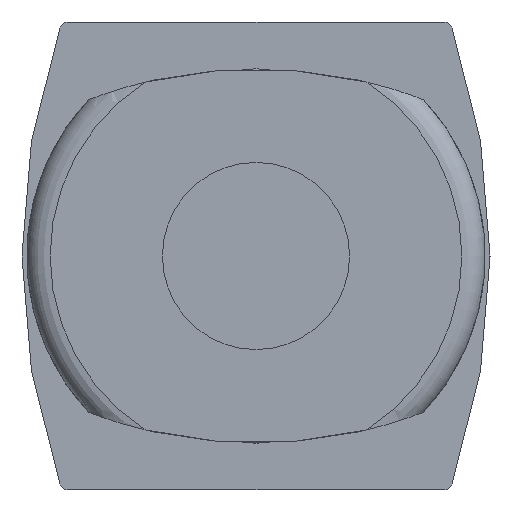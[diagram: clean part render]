
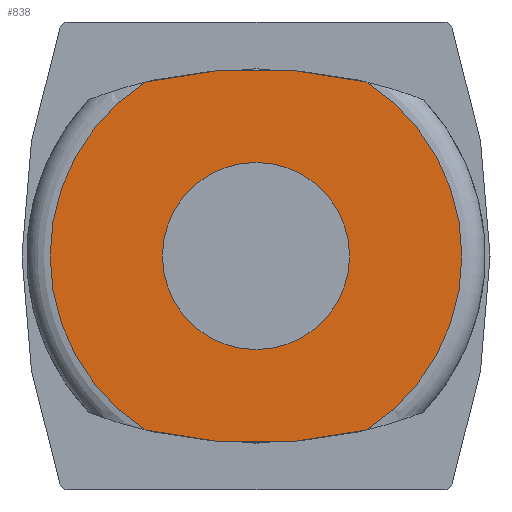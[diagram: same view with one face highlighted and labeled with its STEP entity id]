
A CAD part, left-side view. The second image highlights one B-rep face of the part: STEP entity #838.
In plain terms, the highlighted planar face has unit normal (-1, 0, 0).
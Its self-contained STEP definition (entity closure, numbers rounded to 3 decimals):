
#96=ORIENTED_EDGE('',*,*,#248,.F.);
#97=ORIENTED_EDGE('',*,*,#249,.F.);
#98=ORIENTED_EDGE('',*,*,#250,.F.);
#99=ORIENTED_EDGE('',*,*,#251,.F.);
#100=ORIENTED_EDGE('',*,*,#252,.F.);
#248=EDGE_CURVE('',#324,#325,#380,.T.);
#249=EDGE_CURVE('',#326,#324,#381,.T.);
#250=EDGE_CURVE('',#327,#326,#382,.T.);
#251=EDGE_CURVE('',#325,#327,#383,.T.);
#252=EDGE_CURVE('',#328,#328,#384,.F.);
#324=VERTEX_POINT('',#1172);
#325=VERTEX_POINT('',#1173);
#326=VERTEX_POINT('',#1175);
#327=VERTEX_POINT('',#1177);
#328=VERTEX_POINT('',#1180);
#380=CIRCLE('',#884,4.4);
#381=CIRCLE('',#885,10.);
#382=CIRCLE('',#886,4.4);
#383=CIRCLE('',#887,10.);
#384=CIRCLE('',#888,2.);
#428=EDGE_LOOP('',(#96,#97,#98,#99));
#429=EDGE_LOOP('',(#100));
#486=FACE_BOUND('',#428,.T.);
#487=FACE_BOUND('',#429,.T.);
#544=PLANE('',#883);
#838=ADVANCED_FACE('',(#486,#487),#544,.F.);
#883=AXIS2_PLACEMENT_3D('',#1170,#973,#974);
#884=AXIS2_PLACEMENT_3D('',#1171,#975,#976);
#885=AXIS2_PLACEMENT_3D('',#1174,#977,#978);
#886=AXIS2_PLACEMENT_3D('',#1176,#979,#980);
#887=AXIS2_PLACEMENT_3D('',#1178,#981,#982);
#888=AXIS2_PLACEMENT_3D('',#1179,#983,#984);
#973=DIRECTION('',(1.,0.,0.));
#974=DIRECTION('',(0.,0.,-1.));
#975=DIRECTION('',(1.,0.,0.));
#976=DIRECTION('',(0.,0.,-1.));
#977=DIRECTION('',(1.,0.,0.));
#978=DIRECTION('',(0.,0.,-1.));
#979=DIRECTION('',(1.,0.,0.));
#980=DIRECTION('',(0.,0.,-1.));
#981=DIRECTION('',(1.,0.,0.));
#982=DIRECTION('',(0.,0.,-1.));
#983=DIRECTION('',(1.,0.,0.));
#984=DIRECTION('',(0.,0.,-1.));
#1170=CARTESIAN_POINT('',(-28.7,0.,0.));
#1171=CARTESIAN_POINT('',(-28.7,0.,0.));
#1172=CARTESIAN_POINT('',(-28.7,2.35,-3.72));
#1173=CARTESIAN_POINT('',(-28.7,2.35,3.72));
#1174=CARTESIAN_POINT('',(-28.7,0.,6.));
#1175=CARTESIAN_POINT('',(-28.7,-2.35,-3.72));
#1176=CARTESIAN_POINT('',(-28.7,0.,0.));
#1177=CARTESIAN_POINT('',(-28.7,-2.35,3.72));
#1178=CARTESIAN_POINT('',(-28.7,0.,-6.));
#1179=CARTESIAN_POINT('',(-28.7,0.,0.));
#1180=CARTESIAN_POINT('',(-28.7,0.,-2.));
